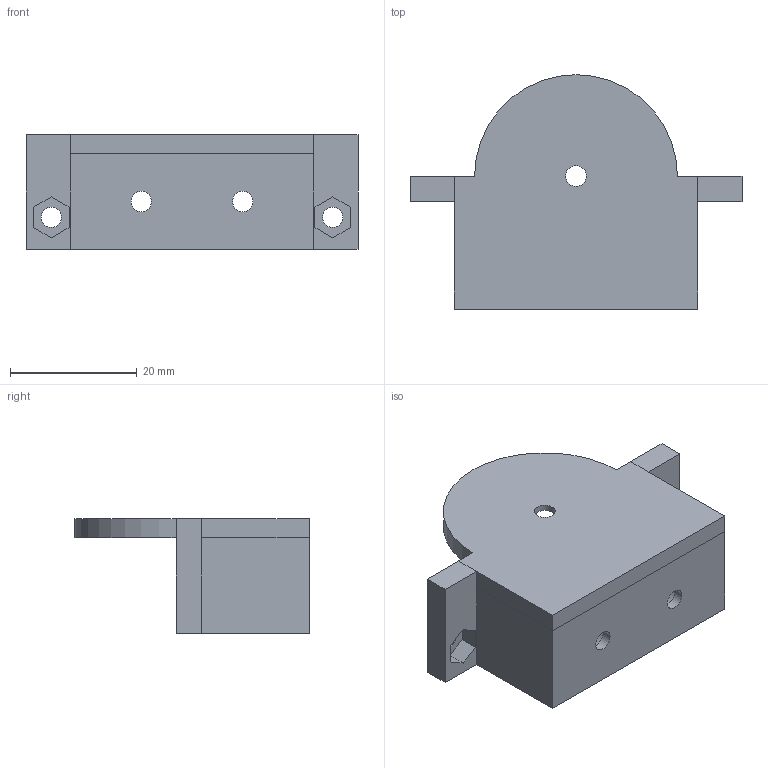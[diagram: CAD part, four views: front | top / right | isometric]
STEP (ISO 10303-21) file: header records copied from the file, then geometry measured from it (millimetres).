
FILE_DESCRIPTION(('FreeCAD Model'),'2;1');
FILE_NAME('battery_holder_partA.step','2019-09-11T22:52:02',('Author'),(''), 'Open CASCADE STEP processor 7.3','FreeCAD','Unknown');
FILE_SCHEMA(('AUTOMOTIVE_DESIGN { 1 0 10303 214 1 1 1 1 }'));
Length unit declared in the file: millimetre
Products named in the file (1): Pocket004
Bounding box: 52.4 x 37 x 18 mm (x, y, z)
Volume: 9756.6 mm3; surface area: 5883.9 mm2
Topology: 1 solids, 1 shells, 50 faces, 117 edges, 74 vertices
Faces by surface type: plane 40, cylinder 10
Full cylindrical faces by diameter (mm): 3.2 x4, 3.3 x1, 6 x2, 13 x1
Entity records: 3789 total; most frequent: CARTESIAN_POINT 992, DIRECTION 458, LINE 309, VECTOR 309, ORIENTED_EDGE 234, PCURVE 234, DEFINITIONAL_REPRESENTATION 234, EDGE_CURVE 117
